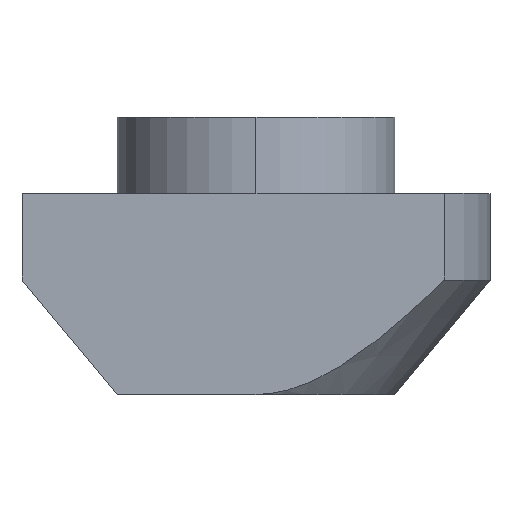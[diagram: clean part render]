
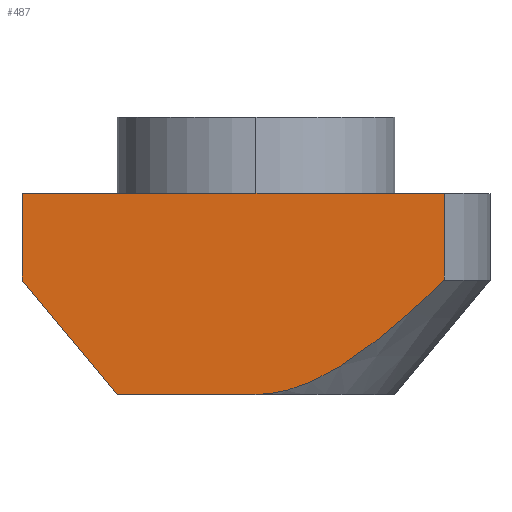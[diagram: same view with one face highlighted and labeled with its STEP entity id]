
A CAD part, top view. The second image highlights one B-rep face of the part: STEP entity #487.
In plain terms, the highlighted planar face has unit normal (0, 0, 1).
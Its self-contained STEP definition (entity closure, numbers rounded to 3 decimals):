
#8 = LINE ( 'NONE', #55, #251 ) ;
#13 = CARTESIAN_POINT ( 'NONE',  ( 0., -8., 4. ) ) ;
#25 = VECTOR ( 'NONE', #201, 1000. ) ;
#27 = VECTOR ( 'NONE', #386, 1000. ) ;
#32 = ORIENTED_EDGE ( 'NONE', *, *, #387, .F. ) ;
#46 = CARTESIAN_POINT ( 'NONE',  ( 5.047, -5.077, 4. ) ) ;
#55 = CARTESIAN_POINT ( 'NONE',  ( 5.437, -8., 4. ) ) ;
#63 = CARTESIAN_POINT ( 'NONE',  ( 0., 0., 4. ) ) ;
#72 = CARTESIAN_POINT ( 'NONE',  ( -4., -2.2, 4. ) ) ;
#81 = EDGE_LOOP ( 'NONE', ( #160, #203, #32, #693, #460, #717, #620 ) ) ;
#83 = CARTESIAN_POINT ( 'NONE',  ( -6.75, -2.2, 4. ) ) ;
#96 = CARTESIAN_POINT ( 'NONE',  ( -4., -8., 4. ) ) ;
#104 = VECTOR ( 'NONE', #363, 1000. ) ;
#147 = CARTESIAN_POINT ( 'NONE',  ( -6.75, -2.2, 4. ) ) ;
#149 = LINE ( 'NONE', #549, #25 ) ;
#153 = CARTESIAN_POINT ( 'NONE',  ( 3.834, -6.159, 4. ) ) ;
#160 = ORIENTED_EDGE ( 'NONE', *, *, #374, .F. ) ;
#166 = CARTESIAN_POINT ( 'NONE',  ( 0., -2.2, 4. ) ) ;
#167 = EDGE_CURVE ( 'NONE', #199, #479, #149, .T. ) ;
#199 = VERTEX_POINT ( 'NONE', #677 ) ;
#201 = DIRECTION ( 'NONE',  ( -1., 0., 0. ) ) ;
#203 = ORIENTED_EDGE ( 'NONE', *, *, #481, .T. ) ;
#205 = LINE ( 'NONE', #96, #104 ) ;
#248 = VERTEX_POINT ( 'NONE', #498 ) ;
#251 = VECTOR ( 'NONE', #560, 1000. ) ;
#263 = CARTESIAN_POINT ( 'NONE',  ( 3.414, -6.504, 4. ) ) ;
#278 = CARTESIAN_POINT ( 'NONE',  ( -6.75, -8., 4. ) ) ;
#280 = CARTESIAN_POINT ( 'NONE',  ( 1.071, -7.841, 4. ) ) ;
#281 = FACE_OUTER_BOUND ( 'NONE', #81, .T. ) ;
#283 = AXIS2_PLACEMENT_3D ( 'NONE', #63, #668, #464 ) ;
#292 = LINE ( 'NONE', #72, #324 ) ;
#298 = DIRECTION ( 'NONE',  ( -1., 0., 0. ) ) ;
#314 = CARTESIAN_POINT ( 'NONE',  ( 2.075, -7.421, 4. ) ) ;
#323 = LINE ( 'NONE', #147, #670 ) ;
#324 = VECTOR ( 'NONE', #298, 1000. ) ;
#330 = B_SPLINE_CURVE_WITH_KNOTS ( 'NONE', 3,
 ( #431, #46, #648, #153, #263, #367, #314, #618, #280, #398, #332, #13 ),
 .UNSPECIFIED., .F., .F.,
 ( 4, 2, 2, 2, 2, 4 ),
 ( 0.009, 0.01, 0.012, 0.014, 0.014, 0.015 ),
 .UNSPECIFIED. ) ;
#332 = CARTESIAN_POINT ( 'NONE',  ( 0.273, -8., 4. ) ) ;
#335 = LINE ( 'NONE', #278, #27 ) ;
#363 = DIRECTION ( 'NONE',  ( -0.64, 0.768, 0. ) ) ;
#367 = CARTESIAN_POINT ( 'NONE',  ( 2.533, -7.135, 4. ) ) ;
#371 = EDGE_CURVE ( 'NONE', #631, #490, #323, .T. ) ;
#374 = EDGE_CURVE ( 'NONE', #248, #490, #205, .T. ) ;
#386 = DIRECTION ( 'NONE',  ( 1., 0., 0. ) ) ;
#387 = EDGE_CURVE ( 'NONE', #468, #645, #330, .T. ) ;
#398 = CARTESIAN_POINT ( 'NONE',  ( 0.545, -7.966, 4. ) ) ;
#431 = CARTESIAN_POINT ( 'NONE',  ( 5.437, -4.7, 4. ) ) ;
#454 = CARTESIAN_POINT ( 'NONE',  ( -6.75, -4.7, 4. ) ) ;
#460 = ORIENTED_EDGE ( 'NONE', *, *, #167, .T. ) ;
#464 = DIRECTION ( 'NONE',  ( -1., 0., 0. ) ) ;
#468 = VERTEX_POINT ( 'NONE', #563 ) ;
#479 = VERTEX_POINT ( 'NONE', #166 ) ;
#481 = EDGE_CURVE ( 'NONE', #248, #645, #335, .T. ) ;
#487 = ADVANCED_FACE ( 'NONE', ( #281 ), #507, .F. ) ;
#490 = VERTEX_POINT ( 'NONE', #454 ) ;
#498 = CARTESIAN_POINT ( 'NONE',  ( -4., -8., 4. ) ) ;
#507 = PLANE ( 'NONE',  #283 ) ;
#509 = EDGE_CURVE ( 'NONE', #468, #199, #8, .T. ) ;
#531 = CARTESIAN_POINT ( 'NONE',  ( 0., -8., 4. ) ) ;
#549 = CARTESIAN_POINT ( 'NONE',  ( 4., -2.2, 4. ) ) ;
#560 = DIRECTION ( 'NONE',  ( 0., 1., 0. ) ) ;
#562 = EDGE_CURVE ( 'NONE', #479, #631, #292, .T. ) ;
#563 = CARTESIAN_POINT ( 'NONE',  ( 5.437, -4.7, 4. ) ) ;
#618 = CARTESIAN_POINT ( 'NONE',  ( 1.33, -7.749, 4. ) ) ;
#620 = ORIENTED_EDGE ( 'NONE', *, *, #371, .T. ) ;
#631 = VERTEX_POINT ( 'NONE', #83 ) ;
#645 = VERTEX_POINT ( 'NONE', #531 ) ;
#648 = CARTESIAN_POINT ( 'NONE',  ( 4.651, -5.447, 4. ) ) ;
#659 = DIRECTION ( 'NONE',  ( 0., -1., 0. ) ) ;
#668 = DIRECTION ( 'NONE',  ( 0., 0., -1. ) ) ;
#670 = VECTOR ( 'NONE', #659, 1000. ) ;
#677 = CARTESIAN_POINT ( 'NONE',  ( 5.437, -2.2, 4. ) ) ;
#693 = ORIENTED_EDGE ( 'NONE', *, *, #509, .T. ) ;
#717 = ORIENTED_EDGE ( 'NONE', *, *, #562, .T. ) ;
